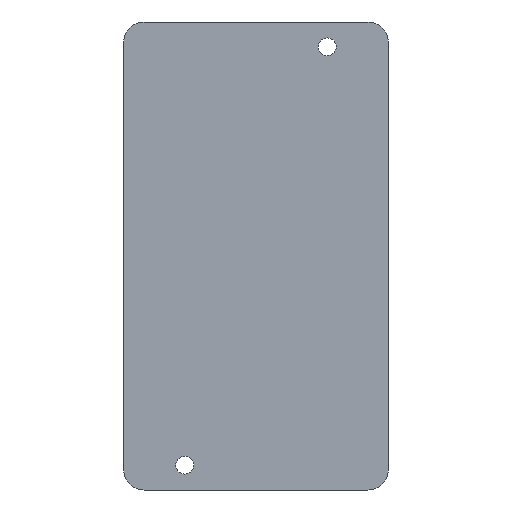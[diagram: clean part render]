
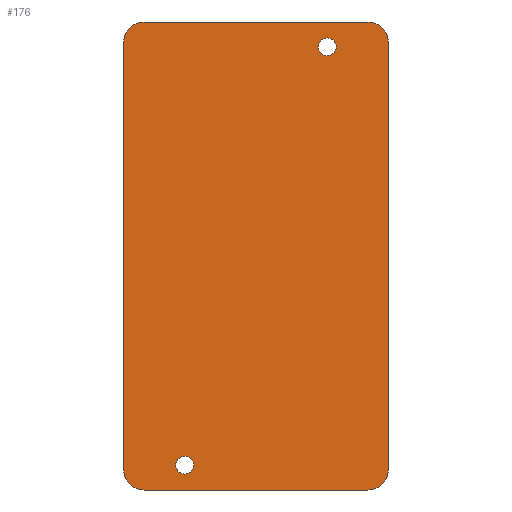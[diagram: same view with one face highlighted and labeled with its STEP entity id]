
A CAD part, front view. The second image highlights one B-rep face of the part: STEP entity #176.
In plain terms, the highlighted planar face has unit normal (0, -1, 0).
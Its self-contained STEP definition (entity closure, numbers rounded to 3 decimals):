
#176=ADVANCED_FACE('',(#338,#339,#340),#282,.F.);
#282=PLANE('',#1962);
#338=FACE_BOUND('',#401,.T.);
#339=FACE_BOUND('',#402,.T.);
#340=FACE_BOUND('',#403,.T.);
#401=EDGE_LOOP('',(#737));
#402=EDGE_LOOP('',(#738));
#403=EDGE_LOOP('',(#739,#740,#741,#742,#743,#744,#745,#746));
#567=CIRCLE('',#1956,2.2);
#568=CIRCLE('',#1957,2.2);
#569=CIRCLE('',#1958,5.);
#570=CIRCLE('',#1959,5.);
#571=CIRCLE('',#1960,5.);
#572=CIRCLE('',#1961,5.);
#737=ORIENTED_EDGE('',*,*,#1431,.T.);
#738=ORIENTED_EDGE('',*,*,#1432,.T.);
#739=ORIENTED_EDGE('',*,*,#1425,.F.);
#740=ORIENTED_EDGE('',*,*,#1433,.T.);
#741=ORIENTED_EDGE('',*,*,#1418,.F.);
#742=ORIENTED_EDGE('',*,*,#1434,.T.);
#743=ORIENTED_EDGE('',*,*,#1409,.F.);
#744=ORIENTED_EDGE('',*,*,#1435,.T.);
#745=ORIENTED_EDGE('',*,*,#1429,.F.);
#746=ORIENTED_EDGE('',*,*,#1436,.T.);
#1225=VERTEX_POINT('',#2855);
#1226=VERTEX_POINT('',#2856);
#1232=VERTEX_POINT('',#2871);
#1233=VERTEX_POINT('',#2873);
#1237=VERTEX_POINT('',#2884);
#1238=VERTEX_POINT('',#2886);
#1239=VERTEX_POINT('',#2891);
#1240=VERTEX_POINT('',#2893);
#1241=VERTEX_POINT('',#2897);
#1242=VERTEX_POINT('',#2899);
#1409=EDGE_CURVE('',#1225,#1226,#1630,.T.);
#1418=EDGE_CURVE('',#1232,#1233,#1636,.T.);
#1425=EDGE_CURVE('',#1237,#1238,#1641,.T.);
#1429=EDGE_CURVE('',#1239,#1240,#1645,.T.);
#1431=EDGE_CURVE('',#1241,#1241,#567,.T.);
#1432=EDGE_CURVE('',#1242,#1242,#568,.T.);
#1433=EDGE_CURVE('',#1237,#1233,#569,.T.);
#1434=EDGE_CURVE('',#1232,#1226,#570,.T.);
#1435=EDGE_CURVE('',#1225,#1240,#571,.T.);
#1436=EDGE_CURVE('',#1239,#1238,#572,.T.);
#1630=LINE('',#2854,#1784);
#1636=LINE('',#2872,#1790);
#1641=LINE('',#2885,#1795);
#1645=LINE('',#2892,#1799);
#1784=VECTOR('',#2244,1.);
#1790=VECTOR('',#2258,1.);
#1795=VECTOR('',#2269,1.);
#1799=VECTOR('',#2275,1.);
#1956=AXIS2_PLACEMENT_3D('',#2896,#2279,#2280);
#1957=AXIS2_PLACEMENT_3D('',#2898,#2281,#2282);
#1958=AXIS2_PLACEMENT_3D('',#2900,#2283,#2284);
#1959=AXIS2_PLACEMENT_3D('',#2901,#2285,#2286);
#1960=AXIS2_PLACEMENT_3D('',#2902,#2287,#2288);
#1961=AXIS2_PLACEMENT_3D('',#2903,#2289,#2290);
#1962=AXIS2_PLACEMENT_3D('',#2904,#2291,#2292);
#2244=DIRECTION('',(1.,0.,0.));
#2258=DIRECTION('',(0.,0.,-1.));
#2269=DIRECTION('',(-1.,0.,0.));
#2275=DIRECTION('',(0.,0.,1.));
#2279=DIRECTION('',(0.,1.,0.));
#2280=DIRECTION('',(1.,0.,0.));
#2281=DIRECTION('',(0.,1.,0.));
#2282=DIRECTION('',(1.,0.,0.));
#2283=DIRECTION('',(0.,-1.,0.));
#2284=DIRECTION('',(1.,0.,0.));
#2285=DIRECTION('',(0.,-1.,0.));
#2286=DIRECTION('',(1.,0.,0.));
#2287=DIRECTION('',(0.,-1.,0.));
#2288=DIRECTION('',(1.,0.,0.));
#2289=DIRECTION('',(0.,-1.,0.));
#2290=DIRECTION('',(1.,0.,0.));
#2291=DIRECTION('',(0.,1.,0.));
#2292=DIRECTION('',(1.,0.,0.));
#2854=CARTESIAN_POINT('',(-20.5,-53.,57.5));
#2855=CARTESIAN_POINT('',(-80.5,-53.,57.5));
#2856=CARTESIAN_POINT('',(-25.5,-53.,57.5));
#2871=CARTESIAN_POINT('',(-20.5,-53.,52.5));
#2872=CARTESIAN_POINT('',(-20.5,-53.,-57.5));
#2873=CARTESIAN_POINT('',(-20.5,-53.,-52.5));
#2884=CARTESIAN_POINT('',(-25.5,-53.,-57.5));
#2885=CARTESIAN_POINT('',(-20.5,-53.,-57.5));
#2886=CARTESIAN_POINT('',(-80.5,-53.,-57.5));
#2891=CARTESIAN_POINT('',(-85.5,-53.,-52.5));
#2892=CARTESIAN_POINT('',(-85.5,-53.,-57.5));
#2893=CARTESIAN_POINT('',(-85.5,-53.,52.5));
#2896=CARTESIAN_POINT('',(-70.5,-53.,-51.4));
#2897=CARTESIAN_POINT('',(-68.3,-53.,-51.4));
#2898=CARTESIAN_POINT('',(-35.5,-53.,51.4));
#2899=CARTESIAN_POINT('',(-33.3,-53.,51.4));
#2900=CARTESIAN_POINT('',(-25.5,-53.,-52.5));
#2901=CARTESIAN_POINT('',(-25.5,-53.,52.5));
#2902=CARTESIAN_POINT('',(-80.5,-53.,52.5));
#2903=CARTESIAN_POINT('',(-80.5,-53.,-52.5));
#2904=CARTESIAN_POINT('',(-53.,-53.,0.));
